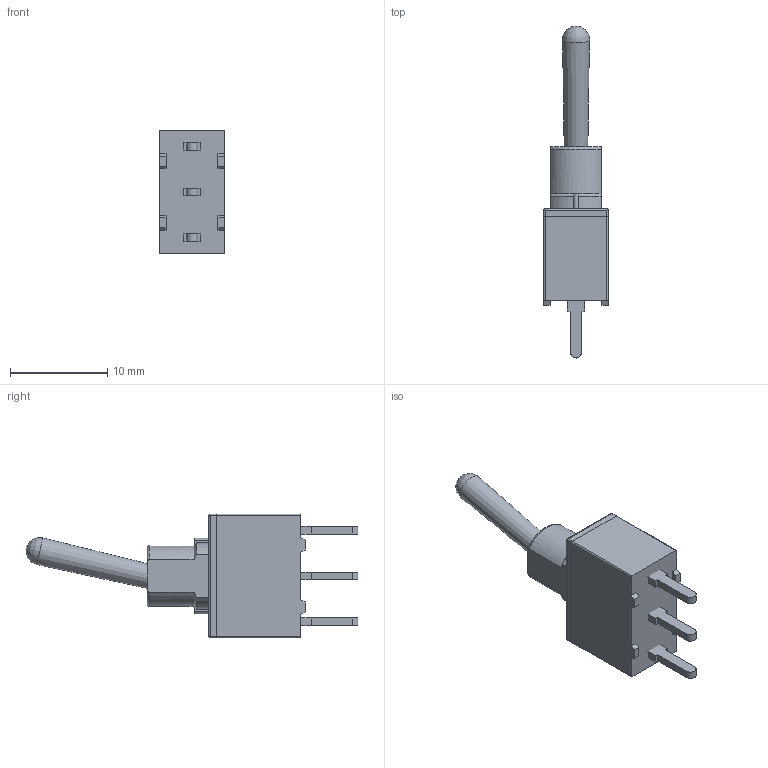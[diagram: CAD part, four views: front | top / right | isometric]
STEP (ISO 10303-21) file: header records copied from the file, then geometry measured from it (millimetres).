
FILE_DESCRIPTION(/* description */ ('M2T Series - Process Sealed Miniature Toggles - Body-'),/* implementation_level */ '2;1');
FILE_NAME(/* name */ 'M2T12SA5W03.iam.step',/* time_stamp */ '2014-01-01T17:43:57-08:00',/* author */ ('Cadenas PARTsolutions'),/* organization */ ('NKKSWITCHES'),/* preprocessor_version */ 'ST-DEVELOPER v15.2',/* originating_system */ 'Autodesk Inventor 2014',/* authorisation */ '');
FILE_SCHEMA (('AUTOMOTIVE_DESIGN { 1 0 10303 214 3 1 1 }'));
Length unit declared in the file: inch
Products named in the file (5): M2T1S03body; M2T1SW03trmnls; M2T12A5bush; M2TSactu; M2T12SA5W03
Bounding box: 6.6 x 34.05 x 12.7 mm (x, y, z)
Volume: 1059.1 mm3; surface area: 1078.5 mm2
Topology: 4 solids, 4 shells, 104 faces, 273 edges, 179 vertices
Faces by surface type: plane 71, cylinder 24, cone 5, torus 3, bspline 1
Full cylindrical faces by diameter (mm): 2.54 x1
Entity records: 3326 total; most frequent: CARTESIAN_POINT 661, ORIENTED_EDGE 538, DIRECTION 538, EDGE_CURVE 269, LINE 198, VECTOR 198, VERTEX_POINT 179, AXIS2_PLACEMENT_3D 170
